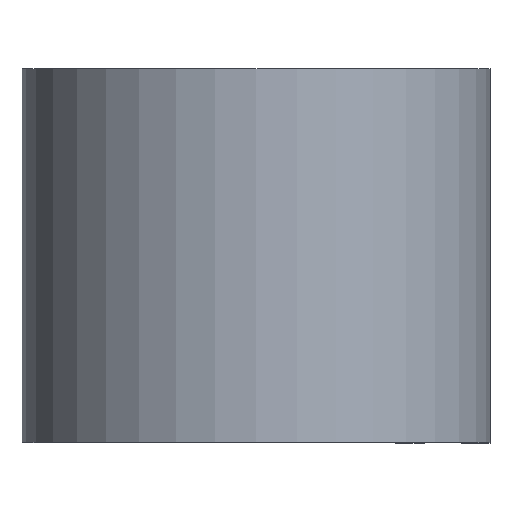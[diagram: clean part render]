
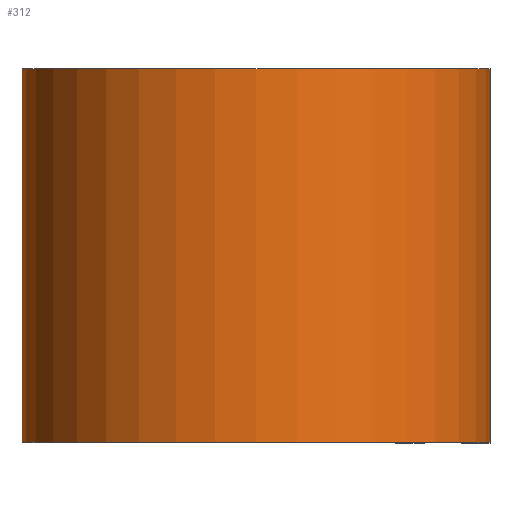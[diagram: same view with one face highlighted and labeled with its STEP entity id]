
A CAD part, top view. The second image highlights one B-rep face of the part: STEP entity #312.
In plain terms, the highlighted cylindrical face has radius 9.944 mm (diameter 19.888 mm), a partial arc.
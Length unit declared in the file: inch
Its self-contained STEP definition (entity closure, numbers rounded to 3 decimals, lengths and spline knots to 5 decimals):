
#22 = EDGE_CURVE ( 'NONE', #451, #515, #62, .T. ) ;
#30 = DIRECTION ( 'NONE',  ( 0., -1., 0. ) ) ;
#48 = VERTEX_POINT ( 'NONE', #628 ) ;
#58 = DIRECTION ( 'NONE',  ( 0., 0., -1. ) ) ;
#62 = LINE ( 'NONE', #617, #331 ) ;
#63 = DIRECTION ( 'NONE',  ( 0., -1., 0. ) ) ;
#97 = FACE_OUTER_BOUND ( 'NONE', #303, .T. ) ;
#102 = EDGE_CURVE ( 'NONE', #48, #236, #296, .T. ) ;
#111 = DIRECTION ( 'NONE',  ( 1., 0., 0. ) ) ;
#112 = CIRCLE ( 'NONE', #517, 0.3915 ) ;
#115 = CARTESIAN_POINT ( 'NONE',  ( 0.3915, -0.3125, 0. ) ) ;
#119 = CARTESIAN_POINT ( 'NONE',  ( 0., -0.3125, 0. ) ) ;
#129 = DIRECTION ( 'NONE',  ( 0., 1., 0. ) ) ;
#140 = CARTESIAN_POINT ( 'NONE',  ( 0.3915, 0.3125, 0. ) ) ;
#157 = DIRECTION ( 'NONE',  ( 1., 0., 0. ) ) ;
#163 = CARTESIAN_POINT ( 'NONE',  ( 0., 0.3125, -0.3915 ) ) ;
#174 = CARTESIAN_POINT ( 'NONE',  ( 0., 0.3125, 0. ) ) ;
#215 = CARTESIAN_POINT ( 'NONE',  ( 0., -0.3125, -0.3915 ) ) ;
#217 = EDGE_CURVE ( 'NONE', #515, #236, #506, .T. ) ;
#236 = VERTEX_POINT ( 'NONE', #115 ) ;
#255 = AXIS2_PLACEMENT_3D ( 'NONE', #119, #129, #157 ) ;
#296 = LINE ( 'NONE', #140, #500 ) ;
#297 = ORIENTED_EDGE ( 'NONE', *, *, #22, .T. ) ;
#303 = EDGE_LOOP ( 'NONE', ( #416, #474, #338, #297 ) ) ;
#312 = ADVANCED_FACE ( 'NONE', ( #97 ), #449, .T. ) ;
#314 = CARTESIAN_POINT ( 'NONE',  ( 0., 0.3125, 0. ) ) ;
#327 = EDGE_CURVE ( 'NONE', #451, #48, #112, .T. ) ;
#331 = VECTOR ( 'NONE', #561, 39.37008 ) ;
#338 = ORIENTED_EDGE ( 'NONE', *, *, #327, .F. ) ;
#416 = ORIENTED_EDGE ( 'NONE', *, *, #217, .T. ) ;
#449 = CYLINDRICAL_SURFACE ( 'NONE', #598, 0.3915 ) ;
#451 = VERTEX_POINT ( 'NONE', #163 ) ;
#474 = ORIENTED_EDGE ( 'NONE', *, *, #102, .F. ) ;
#500 = VECTOR ( 'NONE', #30, 39.37008 ) ;
#506 = CIRCLE ( 'NONE', #255, 0.3915 ) ;
#515 = VERTEX_POINT ( 'NONE', #215 ) ;
#517 = AXIS2_PLACEMENT_3D ( 'NONE', #174, #521, #111 ) ;
#521 = DIRECTION ( 'NONE',  ( 0., 1., 0. ) ) ;
#561 = DIRECTION ( 'NONE',  ( 0., -1., 0. ) ) ;
#598 = AXIS2_PLACEMENT_3D ( 'NONE', #314, #63, #58 ) ;
#617 = CARTESIAN_POINT ( 'NONE',  ( 0., 0.3125, -0.3915 ) ) ;
#628 = CARTESIAN_POINT ( 'NONE',  ( 0.3915, 0.3125, 0. ) ) ;
